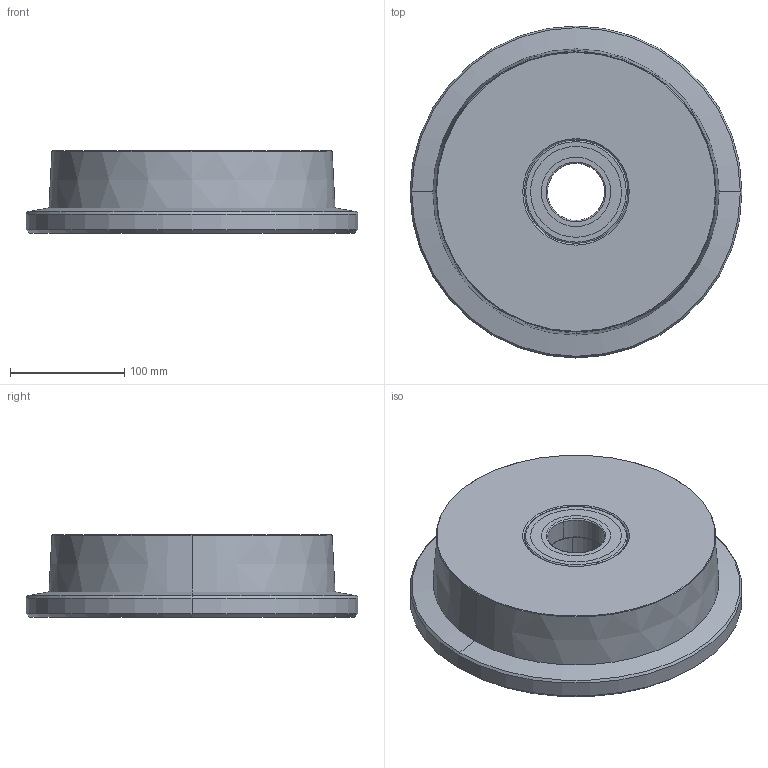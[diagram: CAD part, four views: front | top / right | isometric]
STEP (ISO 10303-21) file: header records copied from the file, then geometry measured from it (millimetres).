
FILE_DESCRIPTION (( 'STEP AP214' ), '1' );
FILE_NAME ('0023953.step', '2022-06-30T10:39:03', ( '' ), ( '' ), 'SwSTEP 2.0', 'SolidWorks 2020', '' );
FILE_SCHEMA (( 'AUTOMOTIVE_DESIGN' ));
Length unit declared in the file: millimetre
Products named in the file (1): 0023953
Bounding box: 290 x 290 x 72.1 mm (x, y, z)
Volume: 3569594.3 mm3; surface area: 286579 mm2
Topology: 12 solids, 12 shells, 148 faces, 296 edges, 178 vertices
Faces by surface type: cylinder 68, torus 36, plane 30, cone 14
Entity records: 5699 total; most frequent: DIRECTION 808, CARTESIAN_POINT 623, ORIENTED_EDGE 592, AXIS2_PLACEMENT_3D 363, EDGE_CURVE 296, CIRCLE 214, EDGE_LOOP 178, VERTEX_POINT 178
